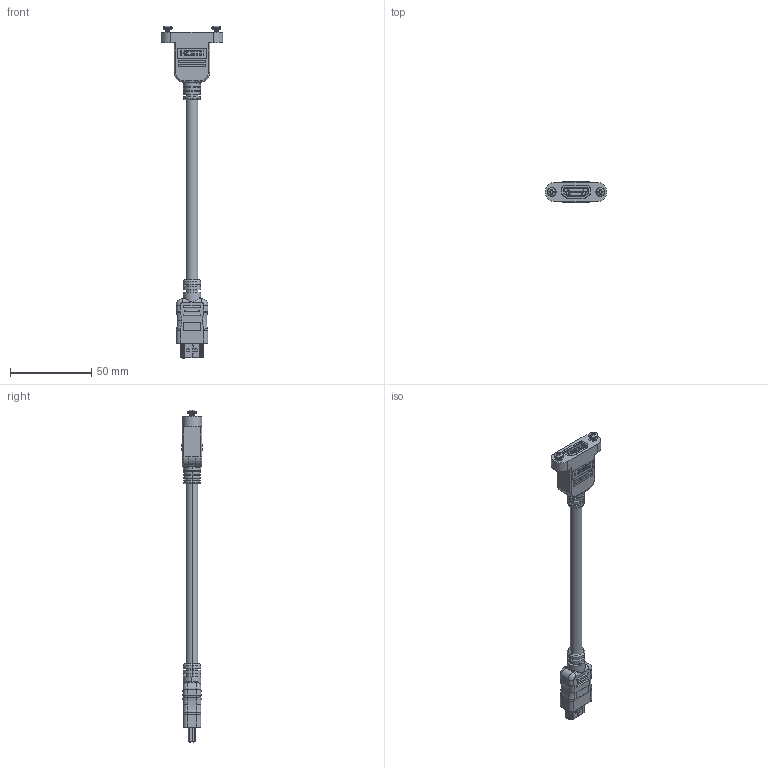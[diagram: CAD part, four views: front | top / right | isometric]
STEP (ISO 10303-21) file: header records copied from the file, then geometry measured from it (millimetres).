
FILE_DESCRIPTION (( 'STEP AP214' ), '1' );
FILE_NAME ('PMHDMF.STEP', '2017-12-22T17:26:24', ( '' ), ( '' ), 'SwSTEP 2.0', 'SolidWorks 2014', '' );
FILE_SCHEMA (( 'AUTOMOTIVE_DESIGN' ));
Length unit declared in the file: inch
Products named in the file (16): 3AB19-023_HDMI Logo No L-com Logo; 1AH05-007_CLOSED; 1AH05-007-MA3___; 1AH05-007-MA1___; 1AH05-007-MA2___; 3AB19-022_HDMI Logo No L-com Logo; MTN-645_WITHOUT LOGO; 1AH05-019; 1AH05-019-MA1___; 1AH05-019-MA2___; 1AJ02-002_90272A107; MTN-646; 1AJ04-023___; MTN-645; 3AB14-022-MA2; PMHDMF
Assembly tree (17 placements, depth 4):
  PMHDMF
    3AB14-022-MA2
    MTN-645_WITHOUT LOGO
      MTN-645
      1AJ04-023___  x2
      MTN-646
      1AJ02-002_90272A107  x2
      1AH05-019
        1AH05-019-MA2___
        1AH05-019-MA1___
    3AB19-023_HDMI Logo No L-com Logo
      3AB19-022_HDMI Logo No L-com Logo
      1AH05-007_CLOSED
        1AH05-007-MA2___
        1AH05-007-MA1___
        1AH05-007-MA3___
Bounding box: 38 x 12.5 x 204.51 mm (x, y, z)
Volume: 23835.5 mm3; surface area: 19454.3 mm2
Topology: 34 solids, 34 shells, 3986 faces, 10851 edges, 7065 vertices
Faces by surface type: plane 3111, cylinder 659, bspline 112, torus 54, cone 30, sphere 20
Entity records: 140265 total; most frequent: CARTESIAN_POINT 29678, ORIENTED_EDGE 20744, DIRECTION 18414, EDGE_CURVE 10372, VECTOR 8738, LINE 8738, VERTEX_POINT 6758, AXIS2_PLACEMENT_3D 4838
